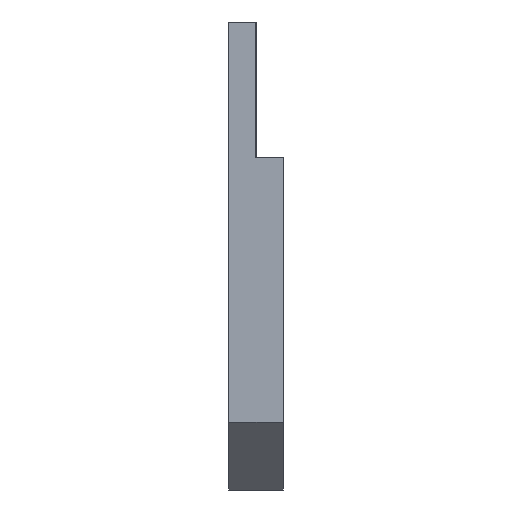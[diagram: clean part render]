
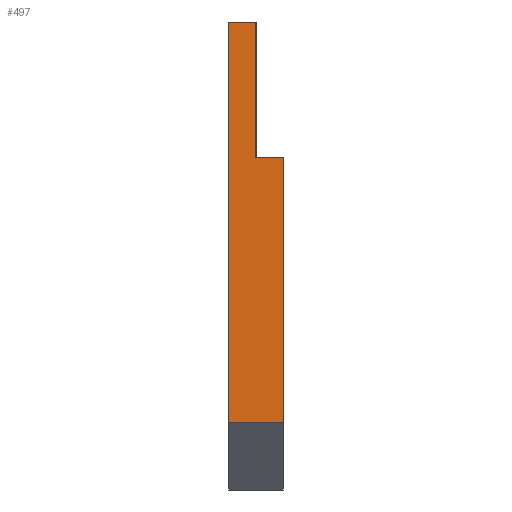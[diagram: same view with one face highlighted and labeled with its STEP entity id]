
A CAD part, left-side view. The second image highlights one B-rep face of the part: STEP entity #497.
In plain terms, the highlighted planar face has unit normal (-1, 0, 0).
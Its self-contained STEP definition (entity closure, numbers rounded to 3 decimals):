
#80 = VERTEX_POINT('',#81);
#81 = CARTESIAN_POINT('',(0.,-6.,46.));
#87 = EDGE_CURVE('',#80,#88,#90,.T.);
#88 = VERTEX_POINT('',#89);
#89 = CARTESIAN_POINT('',(0.,-6.,7.));
#90 = LINE('',#91,#92);
#91 = CARTESIAN_POINT('',(0.,-6.,7.));
#92 = VECTOR('',#93,1.);
#93 = DIRECTION('',(0.,0.,-1.));
#478 = EDGE_CURVE('',#88,#479,#481,.T.);
#479 = VERTEX_POINT('',#480);
#480 = CARTESIAN_POINT('',(0.,2.,7.));
#481 = LINE('',#482,#483);
#482 = CARTESIAN_POINT('',(0.,0.,7.));
#483 = VECTOR('',#484,1.);
#484 = DIRECTION('',(0.,1.,0.));
#497 = ADVANCED_FACE('',(#498),#532,.T.);
#498 = FACE_BOUND('',#499,.T.);
#499 = EDGE_LOOP('',(#500,#501,#509,#517,#525,#531));
#500 = ORIENTED_EDGE('',*,*,#87,.F.);
#501 = ORIENTED_EDGE('',*,*,#502,.T.);
#502 = EDGE_CURVE('',#80,#503,#505,.T.);
#503 = VERTEX_POINT('',#504);
#504 = CARTESIAN_POINT('',(0.,-2.,46.));
#505 = LINE('',#506,#507);
#506 = CARTESIAN_POINT('',(0.,-6.,46.));
#507 = VECTOR('',#508,1.);
#508 = DIRECTION('',(0.,1.,0.));
#509 = ORIENTED_EDGE('',*,*,#510,.T.);
#510 = EDGE_CURVE('',#503,#511,#513,.T.);
#511 = VERTEX_POINT('',#512);
#512 = CARTESIAN_POINT('',(0.,-2.,66.));
#513 = LINE('',#514,#515);
#514 = CARTESIAN_POINT('',(0.,-2.,46.));
#515 = VECTOR('',#516,1.);
#516 = DIRECTION('',(0.,0.,1.));
#517 = ORIENTED_EDGE('',*,*,#518,.T.);
#518 = EDGE_CURVE('',#511,#519,#521,.T.);
#519 = VERTEX_POINT('',#520);
#520 = CARTESIAN_POINT('',(0.,2.,66.));
#521 = LINE('',#522,#523);
#522 = CARTESIAN_POINT('',(0.,-2.,66.));
#523 = VECTOR('',#524,1.);
#524 = DIRECTION('',(0.,1.,0.));
#525 = ORIENTED_EDGE('',*,*,#526,.F.);
#526 = EDGE_CURVE('',#479,#519,#527,.T.);
#527 = LINE('',#528,#529);
#528 = CARTESIAN_POINT('',(0.,2.,7.));
#529 = VECTOR('',#530,1.);
#530 = DIRECTION('',(0.,0.,1.));
#531 = ORIENTED_EDGE('',*,*,#478,.F.);
#532 = PLANE('',#533);
#533 = AXIS2_PLACEMENT_3D('',#534,#535,#536);
#534 = CARTESIAN_POINT('',(0.,-2.,192.));
#535 = DIRECTION('',(-1.,-0.,-0.));
#536 = DIRECTION('',(0.,0.,-1.));
